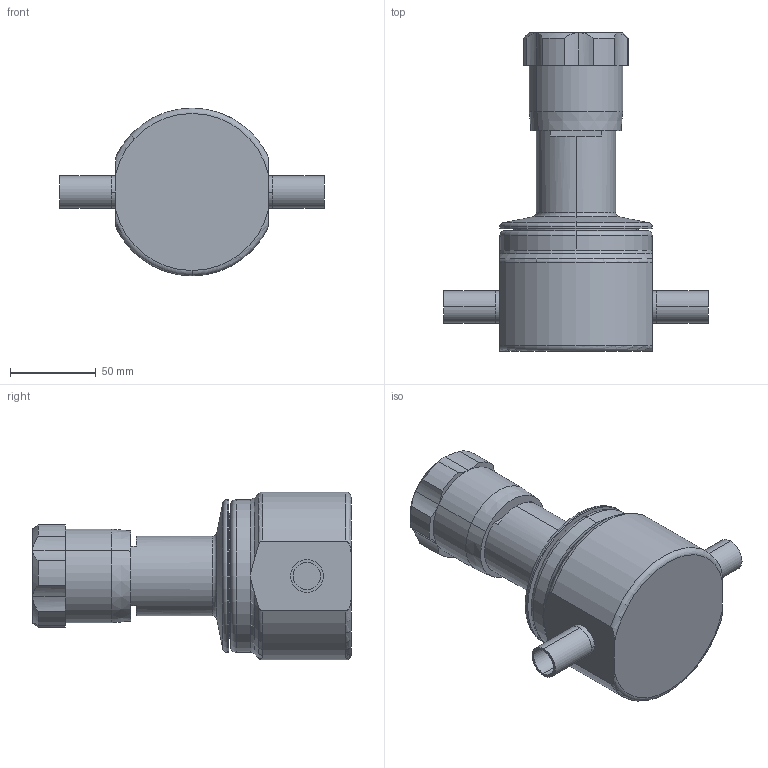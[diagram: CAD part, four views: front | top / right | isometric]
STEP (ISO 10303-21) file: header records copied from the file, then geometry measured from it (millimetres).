
FILE_DESCRIPTION (( 'STEP AP203' ), '1' );
FILE_NAME ('JSR-050-MA.STEP', '2017-06-22T14:26:15', ( '' ), ( '' ), 'SwSTEP 2.0', 'SolidWorks 2014', '' );
FILE_SCHEMA (( 'CONFIG_CONTROL_DESIGN' ));
Length unit declared in the file: inch
Products named in the file (2): JSR-050-MA
Bounding box: 153.92 x 185.57 x 97.79 mm (x, y, z)
Volume: 761661.5 mm3; surface area: 65451.1 mm2
Topology: 1 solids, 1 shells, 96 faces, 208 edges, 123 vertices
Faces by surface type: cylinder 43, plane 23, torus 17, cone 13
Entity records: 3033 total; most frequent: CARTESIAN_POINT 745, DIRECTION 496, ORIENTED_EDGE 416, AXIS2_PLACEMENT_3D 218, EDGE_CURVE 208, VERTEX_POINT 123, CIRCLE 120, EDGE_LOOP 105
